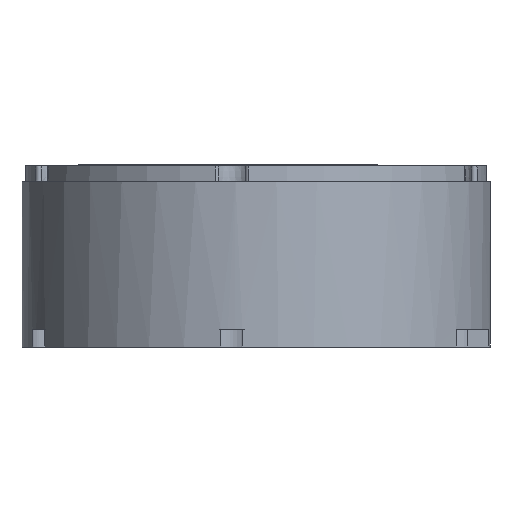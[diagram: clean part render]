
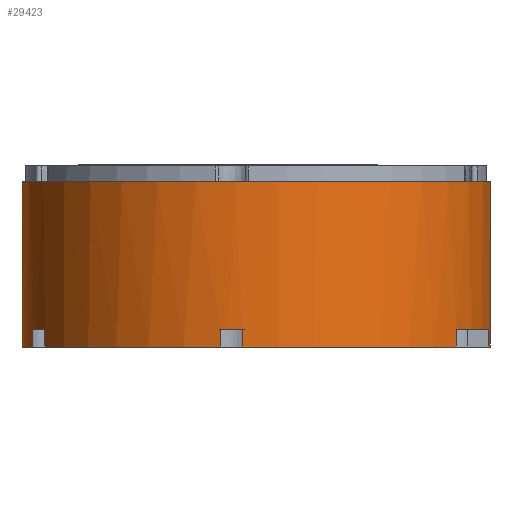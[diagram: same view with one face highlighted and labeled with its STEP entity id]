
A CAD part, front view. The second image highlights one B-rep face of the part: STEP entity #29423.
In plain terms, the highlighted cylindrical face has radius 40.026 mm (diameter 80.053 mm), a partial arc.
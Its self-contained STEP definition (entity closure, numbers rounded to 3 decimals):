
#193 = EDGE_CURVE ( 'NONE', #27080, #1213, #11815, .T. ) ;
#373 = CARTESIAN_POINT ( 'NONE',  ( -35.978, 32.46, -30.001 ) ) ;
#1213 = VERTEX_POINT ( 'NONE', #21929 ) ;
#1227 = CIRCLE ( 'NONE', #4156, 40.026 ) ;
#1684 = EDGE_CURVE ( 'NONE', #27080, #2497, #26611, .T. ) ;
#1760 = EDGE_CURVE ( 'NONE', #8361, #6202, #33056, .T. ) ;
#1821 = DIRECTION ( 'NONE',  ( 0., 0., 1. ) ) ;
#1866 = DIRECTION ( 'NONE',  ( 0., 0., -1. ) ) ;
#1912 = CARTESIAN_POINT ( 'NONE',  ( -6.014, 10.428, -27. ) ) ;
#2497 = VERTEX_POINT ( 'NONE', #1912 ) ;
#2579 = LINE ( 'NONE', #373, #15675 ) ;
#2746 = EDGE_CURVE ( 'NONE', #8934, #31544, #6066, .T. ) ;
#2995 = CARTESIAN_POINT ( 'NONE',  ( 39.859, 46.347, -1.811 ) ) ;
#3305 = DIRECTION ( 'NONE',  ( 0., 0., 1. ) ) ;
#3978 = DIRECTION ( 'NONE',  ( 1., 0., 0. ) ) ;
#4045 = CIRCLE ( 'NONE', #32804, 40.026 ) ;
#4156 = AXIS2_PLACEMENT_3D ( 'NONE', #19050, #21591, #13517 ) ;
#4240 = CARTESIAN_POINT ( 'NONE',  ( 34.108, 29.053, -30.001 ) ) ;
#6066 = CIRCLE ( 'NONE', #24745, 40.026 ) ;
#6202 = VERTEX_POINT ( 'NONE', #26011 ) ;
#6738 = EDGE_CURVE ( 'NONE', #31853, #33409, #14060, .T. ) ;
#6878 = DIRECTION ( 'NONE',  ( 0., 0., 1. ) ) ;
#7023 = DIRECTION ( 'NONE',  ( 0., 0., 1. ) ) ;
#7454 = AXIS2_PLACEMENT_3D ( 'NONE', #19344, #3305, #22605 ) ;
#7886 = CARTESIAN_POINT ( 'NONE',  ( -2.345, 10.042, -30.001 ) ) ;
#8107 = CYLINDRICAL_SURFACE ( 'NONE', #7454, 40.026 ) ;
#8361 = VERTEX_POINT ( 'NONE', #18960 ) ;
#8623 = CARTESIAN_POINT ( 'NONE',  ( -35.978, 32.46, -27. ) ) ;
#8934 = VERTEX_POINT ( 'NONE', #34427 ) ;
#9842 = ORIENTED_EDGE ( 'NONE', *, *, #34632, .T. ) ;
#10076 = EDGE_CURVE ( 'NONE', #31544, #17048, #29392, .T. ) ;
#10624 = ORIENTED_EDGE ( 'NONE', *, *, #28546, .F. ) ;
#10967 = VECTOR ( 'NONE', #1821, 1000. ) ;
#11181 = ORIENTED_EDGE ( 'NONE', *, *, #2746, .F. ) ;
#11331 = CARTESIAN_POINT ( 'NONE',  ( 39.652, 44.542, -27. ) ) ;
#11815 = CIRCLE ( 'NONE', #20027, 40.026 ) ;
#12643 = DIRECTION ( 'NONE',  ( 0., 0., 1. ) ) ;
#13267 = EDGE_CURVE ( 'NONE', #24011, #16860, #30036, .T. ) ;
#13369 = DIRECTION ( 'NONE',  ( -1., 0., 0. ) ) ;
#13517 = DIRECTION ( 'NONE',  ( -1., 0., 0. ) ) ;
#13888 = AXIS2_PLACEMENT_3D ( 'NONE', #26394, #15762, #3978 ) ;
#14060 = LINE ( 'NONE', #30380, #25094 ) ;
#14424 = DIRECTION ( 'NONE',  ( -0.995, -0.105, 0. ) ) ;
#14577 = CIRCLE ( 'NONE', #29782, 40.026 ) ;
#15117 = CARTESIAN_POINT ( 'NONE',  ( 0., 50., -30. ) ) ;
#15623 = CARTESIAN_POINT ( 'NONE',  ( -6.014, 10.428, -30.001 ) ) ;
#15662 = VECTOR ( 'NONE', #30282, 1000. ) ;
#15675 = VECTOR ( 'NONE', #16766, 1000. ) ;
#15762 = DIRECTION ( 'NONE',  ( 0., 0., -1. ) ) ;
#15872 = EDGE_CURVE ( 'NONE', #2497, #6202, #14577, .T. ) ;
#16147 = DIRECTION ( 'NONE',  ( 0., 0., 1. ) ) ;
#16459 = CARTESIAN_POINT ( 'NONE',  ( 39.859, 46.347, -30.001 ) ) ;
#16766 = DIRECTION ( 'NONE',  ( 0., 0., 1. ) ) ;
#16860 = VERTEX_POINT ( 'NONE', #2995 ) ;
#17048 = VERTEX_POINT ( 'NONE', #19918 ) ;
#17119 = ORIENTED_EDGE ( 'NONE', *, *, #15872, .T. ) ;
#17131 = VERTEX_POINT ( 'NONE', #21183 ) ;
#17493 = AXIS2_PLACEMENT_3D ( 'NONE', #23398, #34796, #14424 ) ;
#18960 = CARTESIAN_POINT ( 'NONE',  ( -2.345, 10.042, -30. ) ) ;
#19050 = CARTESIAN_POINT ( 'NONE',  ( 0., 50., -30. ) ) ;
#19344 = CARTESIAN_POINT ( 'NONE',  ( 0., 50., -30.001 ) ) ;
#19381 = EDGE_CURVE ( 'NONE', #34149, #8361, #1227, .T. ) ;
#19603 = VECTOR ( 'NONE', #27621, 1000. ) ;
#19918 = CARTESIAN_POINT ( 'NONE',  ( -39.859, 46.347, -1.811 ) ) ;
#20027 = AXIS2_PLACEMENT_3D ( 'NONE', #15117, #1866, #32538 ) ;
#20272 = EDGE_LOOP ( 'NONE', ( #23183, #25895, #25322, #10624, #21139, #22572, #30620, #11181, #24827, #9842, #33685, #21995, #26400, #17119, #30698, #32151 ) ) ;
#20338 = EDGE_CURVE ( 'NONE', #34149, #17131, #29412, .T. ) ;
#20567 = CIRCLE ( 'NONE', #28146, 40.026 ) ;
#20582 = CARTESIAN_POINT ( 'NONE',  ( -39.859, 46.347, -30. ) ) ;
#21139 = ORIENTED_EDGE ( 'NONE', *, *, #13267, .T. ) ;
#21183 = CARTESIAN_POINT ( 'NONE',  ( 34.108, 29.053, -27. ) ) ;
#21210 = VECTOR ( 'NONE', #6878, 1000. ) ;
#21587 = CIRCLE ( 'NONE', #17493, 40.026 ) ;
#21591 = DIRECTION ( 'NONE',  ( 0., 0., -1. ) ) ;
#21929 = CARTESIAN_POINT ( 'NONE',  ( -35.978, 32.46, -30. ) ) ;
#21995 = ORIENTED_EDGE ( 'NONE', *, *, #193, .F. ) ;
#22544 = CARTESIAN_POINT ( 'NONE',  ( 39.652, 44.542, -30. ) ) ;
#22572 = ORIENTED_EDGE ( 'NONE', *, *, #32368, .T. ) ;
#22605 = DIRECTION ( 'NONE',  ( -1., 0., 0. ) ) ;
#23113 = DIRECTION ( 'NONE',  ( 1., 0., 0. ) ) ;
#23183 = ORIENTED_EDGE ( 'NONE', *, *, #20338, .T. ) ;
#23268 = CARTESIAN_POINT ( 'NONE',  ( 0., 50., -30. ) ) ;
#23398 = CARTESIAN_POINT ( 'NONE',  ( 0., 50., -1.811 ) ) ;
#23503 = EDGE_CURVE ( 'NONE', #17131, #33409, #4045, .T. ) ;
#23562 = CARTESIAN_POINT ( 'NONE',  ( -6.014, 10.428, -30. ) ) ;
#24011 = VERTEX_POINT ( 'NONE', #34529 ) ;
#24691 = EDGE_CURVE ( 'NONE', #8934, #28892, #34982, .T. ) ;
#24745 = AXIS2_PLACEMENT_3D ( 'NONE', #23268, #34480, #31736 ) ;
#24827 = ORIENTED_EDGE ( 'NONE', *, *, #24691, .T. ) ;
#25094 = VECTOR ( 'NONE', #30924, 1000. ) ;
#25322 = ORIENTED_EDGE ( 'NONE', *, *, #6738, .F. ) ;
#25602 = CIRCLE ( 'NONE', #13888, 40.026 ) ;
#25895 = ORIENTED_EDGE ( 'NONE', *, *, #23503, .T. ) ;
#26011 = CARTESIAN_POINT ( 'NONE',  ( -2.345, 10.042, -27. ) ) ;
#26394 = CARTESIAN_POINT ( 'NONE',  ( 0., 50., -30. ) ) ;
#26400 = ORIENTED_EDGE ( 'NONE', *, *, #1684, .T. ) ;
#26573 = CARTESIAN_POINT ( 'NONE',  ( 0., 50., -27. ) ) ;
#26611 = LINE ( 'NONE', #15623, #10967 ) ;
#26820 = DIRECTION ( 'NONE',  ( 0., 0., 1. ) ) ;
#27080 = VERTEX_POINT ( 'NONE', #23562 ) ;
#27298 = CARTESIAN_POINT ( 'NONE',  ( 0., 50., -27. ) ) ;
#27621 = DIRECTION ( 'NONE',  ( 0., 0., 1. ) ) ;
#28146 = AXIS2_PLACEMENT_3D ( 'NONE', #28685, #7023, #29224 ) ;
#28546 = EDGE_CURVE ( 'NONE', #24011, #31853, #25602, .T. ) ;
#28685 = CARTESIAN_POINT ( 'NONE',  ( 0., 50., -27. ) ) ;
#28892 = VERTEX_POINT ( 'NONE', #32236 ) ;
#29224 = DIRECTION ( 'NONE',  ( 1., 0., 0. ) ) ;
#29392 = LINE ( 'NONE', #35477, #32841 ) ;
#29412 = LINE ( 'NONE', #4240, #33552 ) ;
#29423 = ADVANCED_FACE ( 'NONE', ( #33269 ), #8107, .T. ) ;
#29556 = EDGE_CURVE ( 'NONE', #1213, #33940, #2579, .T. ) ;
#29782 = AXIS2_PLACEMENT_3D ( 'NONE', #26573, #12643, #23113 ) ;
#30036 = LINE ( 'NONE', #16459, #19603 ) ;
#30282 = DIRECTION ( 'NONE',  ( 0., 0., 1. ) ) ;
#30380 = CARTESIAN_POINT ( 'NONE',  ( 39.652, 44.542, -30.001 ) ) ;
#30620 = ORIENTED_EDGE ( 'NONE', *, *, #10076, .F. ) ;
#30698 = ORIENTED_EDGE ( 'NONE', *, *, #1760, .F. ) ;
#30924 = DIRECTION ( 'NONE',  ( 0., 0., 1. ) ) ;
#31544 = VERTEX_POINT ( 'NONE', #20582 ) ;
#31736 = DIRECTION ( 'NONE',  ( -1., 0., 0. ) ) ;
#31853 = VERTEX_POINT ( 'NONE', #22544 ) ;
#32034 = CARTESIAN_POINT ( 'NONE',  ( -38.065, 37.624, -30.001 ) ) ;
#32151 = ORIENTED_EDGE ( 'NONE', *, *, #19381, .F. ) ;
#32155 = DIRECTION ( 'NONE',  ( 0., 0., 1. ) ) ;
#32236 = CARTESIAN_POINT ( 'NONE',  ( -38.065, 37.624, -27. ) ) ;
#32368 = EDGE_CURVE ( 'NONE', #16860, #17048, #21587, .T. ) ;
#32538 = DIRECTION ( 'NONE',  ( -1., 0., 0. ) ) ;
#32614 = CARTESIAN_POINT ( 'NONE',  ( 34.108, 29.053, -30. ) ) ;
#32804 = AXIS2_PLACEMENT_3D ( 'NONE', #27298, #16147, #13369 ) ;
#32841 = VECTOR ( 'NONE', #32155, 1000. ) ;
#33056 = LINE ( 'NONE', #7886, #15662 ) ;
#33269 = FACE_OUTER_BOUND ( 'NONE', #20272, .T. ) ;
#33409 = VERTEX_POINT ( 'NONE', #11331 ) ;
#33552 = VECTOR ( 'NONE', #26820, 1000. ) ;
#33685 = ORIENTED_EDGE ( 'NONE', *, *, #29556, .F. ) ;
#33940 = VERTEX_POINT ( 'NONE', #8623 ) ;
#34149 = VERTEX_POINT ( 'NONE', #32614 ) ;
#34427 = CARTESIAN_POINT ( 'NONE',  ( -38.065, 37.624, -30. ) ) ;
#34480 = DIRECTION ( 'NONE',  ( 0., 0., -1. ) ) ;
#34529 = CARTESIAN_POINT ( 'NONE',  ( 39.859, 46.347, -30. ) ) ;
#34632 = EDGE_CURVE ( 'NONE', #28892, #33940, #20567, .T. ) ;
#34796 = DIRECTION ( 'NONE',  ( 0., 0., -1. ) ) ;
#34982 = LINE ( 'NONE', #32034, #21210 ) ;
#35477 = CARTESIAN_POINT ( 'NONE',  ( -39.859, 46.347, -30.001 ) ) ;
